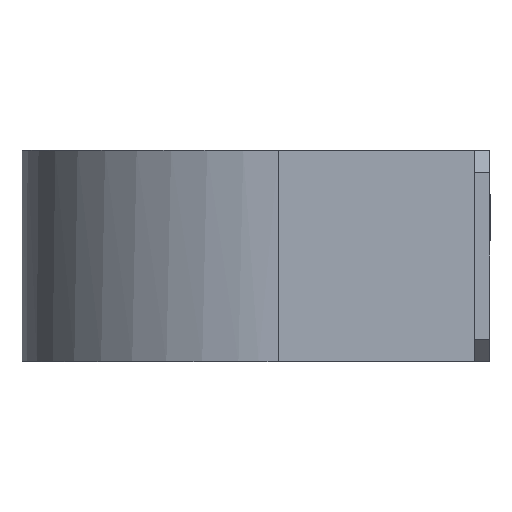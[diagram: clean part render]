
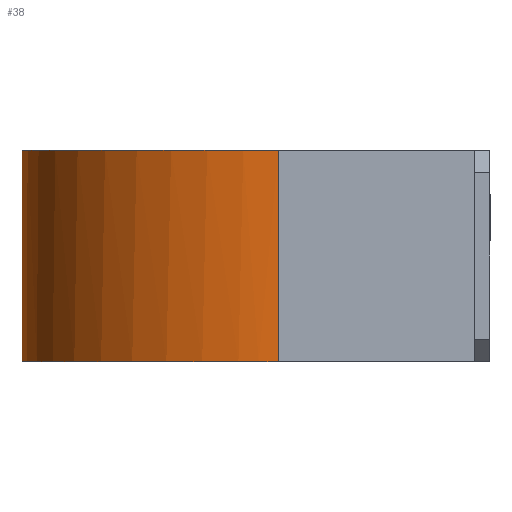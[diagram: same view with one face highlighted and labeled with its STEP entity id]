
A CAD part, left-side view. The second image highlights one B-rep face of the part: STEP entity #38.
In plain terms, the highlighted free-form (B-spline) face has degree [2, 1] with [9, 2] control points.
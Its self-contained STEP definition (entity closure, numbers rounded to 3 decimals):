
#38=ADVANCED_FACE('',(#68),#514,.T.);
#68=FACE_OUTER_BOUND('',#102,.T.);
#102=EDGE_LOOP('',(#210,#211,#212,#213));
#210=ORIENTED_EDGE('',*,*,#301,.F.);
#211=ORIENTED_EDGE('',*,*,#336,.T.);
#212=ORIENTED_EDGE('',*,*,#290,.T.);
#213=ORIENTED_EDGE('',*,*,#337,.T.);
#290=EDGE_CURVE('',#475,#476,#394,.T.);
#301=EDGE_CURVE('',#485,#486,#403,.T.);
#336=EDGE_CURVE('',#485,#475,#384,.T.);
#337=EDGE_CURVE('',#476,#486,#385,.T.);
#384=(
BOUNDED_CURVE()
B_SPLINE_CURVE(2,(#976,#977,#978,#979,#980),.UNSPECIFIED.,.F.,.F.)
B_SPLINE_CURVE_WITH_KNOTS((3,2,3),(-53.407,-26.704,
0.),.UNSPECIFIED.)
CURVE()
GEOMETRIC_REPRESENTATION_ITEM()
RATIONAL_B_SPLINE_CURVE((1.,0.707,1.,0.707,1.))
REPRESENTATION_ITEM('')
);
#385=(
BOUNDED_CURVE()
B_SPLINE_CURVE(2,(#981,#982,#983,#984,#985),.UNSPECIFIED.,.F.,.F.)
B_SPLINE_CURVE_WITH_KNOTS((3,2,3),(0.,26.704,53.407),
 .UNSPECIFIED.)
CURVE()
GEOMETRIC_REPRESENTATION_ITEM()
RATIONAL_B_SPLINE_CURVE((1.,0.707,1.,0.707,1.))
REPRESENTATION_ITEM('')
);
#394=B_SPLINE_CURVE_WITH_KNOTS('',1,(#866,#867),.UNSPECIFIED.,.F.,.F.,(2,
2),(-14.,0.),.UNSPECIFIED.);
#403=B_SPLINE_CURVE_WITH_KNOTS('',1,(#890,#891),.UNSPECIFIED.,.F.,.F.,(2,
2),(-14.,0.),.UNSPECIFIED.);
#475=VERTEX_POINT('',#827);
#476=VERTEX_POINT('',#828);
#485=VERTEX_POINT('',#837);
#486=VERTEX_POINT('',#838);
#514=(
BOUNDED_SURFACE()
B_SPLINE_SURFACE(2,1,((#620,#621),(#622,#623),(#624,#625),(#626,#627),(#628,
#629),(#630,#631),(#632,#633),(#634,#635),(#636,#637)),.UNSPECIFIED.,.T.,
 .F.,.F.)
B_SPLINE_SURFACE_WITH_KNOTS((3,2,2,2,3),(2,2),(0.,1.571,3.142,
4.712,6.283),(0.,16.802),.UNSPECIFIED.)
GEOMETRIC_REPRESENTATION_ITEM()
RATIONAL_B_SPLINE_SURFACE(((1.,1.),(0.707,0.707),
(1.,1.),(0.707,0.707),(1.,1.),(0.707,
0.707),(1.,1.),(0.707,0.707),(1.,1.)))
REPRESENTATION_ITEM('')
SURFACE()
);
#620=CARTESIAN_POINT('',(1.,-17.,-15.401));
#621=CARTESIAN_POINT('',(1.,-17.,1.401));
#622=CARTESIAN_POINT('',(18.,-17.,-15.401));
#623=CARTESIAN_POINT('',(18.,-17.,1.401));
#624=CARTESIAN_POINT('',(18.,0.,-15.401));
#625=CARTESIAN_POINT('',(18.,0.,1.401));
#626=CARTESIAN_POINT('',(18.,17.,-15.401));
#627=CARTESIAN_POINT('',(18.,17.,1.401));
#628=CARTESIAN_POINT('',(1.,17.,-15.401));
#629=CARTESIAN_POINT('',(1.,17.,1.401));
#630=CARTESIAN_POINT('',(-16.,17.,-15.401));
#631=CARTESIAN_POINT('',(-16.,17.,1.401));
#632=CARTESIAN_POINT('',(-16.,0.,-15.401));
#633=CARTESIAN_POINT('',(-16.,0.,1.401));
#634=CARTESIAN_POINT('',(-16.,-17.,-15.401));
#635=CARTESIAN_POINT('',(-16.,-17.,1.401));
#636=CARTESIAN_POINT('',(1.,-17.,-15.401));
#637=CARTESIAN_POINT('',(1.,-17.,1.401));
#827=CARTESIAN_POINT('',(18.,0.,0.));
#828=CARTESIAN_POINT('',(18.,0.,-14.));
#837=CARTESIAN_POINT('',(-16.,0.,0.));
#838=CARTESIAN_POINT('',(-16.,0.,-14.));
#866=CARTESIAN_POINT('',(18.,0.,0.));
#867=CARTESIAN_POINT('',(18.,0.,-14.));
#890=CARTESIAN_POINT('',(-16.,0.,0.));
#891=CARTESIAN_POINT('',(-16.,0.,-14.));
#976=CARTESIAN_POINT('',(-16.,0.,0.));
#977=CARTESIAN_POINT('',(-16.,17.,0.));
#978=CARTESIAN_POINT('',(1.,17.,0.));
#979=CARTESIAN_POINT('',(18.,17.,0.));
#980=CARTESIAN_POINT('',(18.,0.,0.));
#981=CARTESIAN_POINT('',(18.,0.,-14.));
#982=CARTESIAN_POINT('',(18.,17.,-14.));
#983=CARTESIAN_POINT('',(1.,17.,-14.));
#984=CARTESIAN_POINT('',(-16.,17.,-14.));
#985=CARTESIAN_POINT('',(-16.,0.,-14.));
